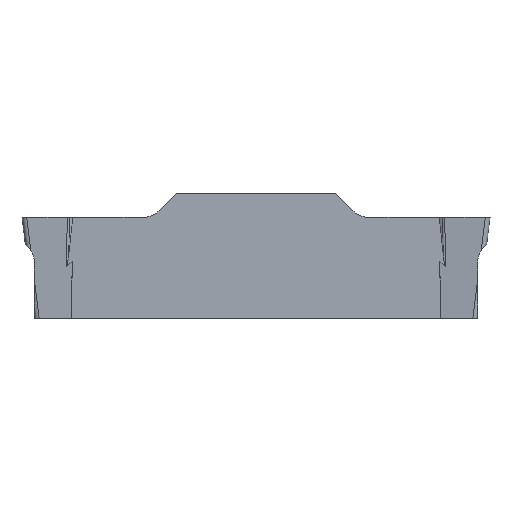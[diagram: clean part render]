
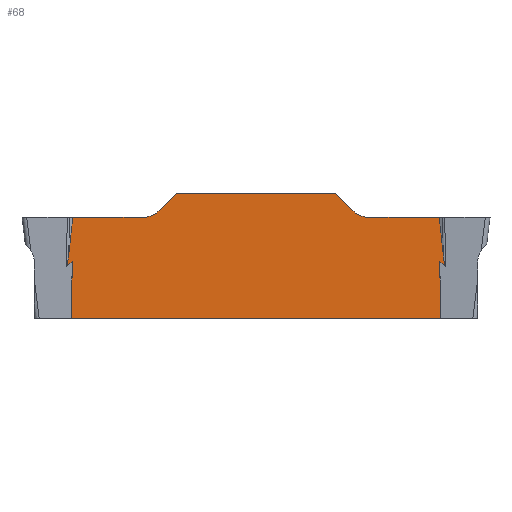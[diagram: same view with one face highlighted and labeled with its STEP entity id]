
A CAD part, left-side view. The second image highlights one B-rep face of the part: STEP entity #68.
In plain terms, the highlighted planar face has unit normal (-1, 0, 0).
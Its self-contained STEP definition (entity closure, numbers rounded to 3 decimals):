
#39=CIRCLE('',#857,1.);
#40=CIRCLE('',#858,1.);
#68=ADVANCED_FACE('',(#132),#104,.T.);
#104=PLANE('',#859);
#132=FACE_OUTER_BOUND('',#172,.T.);
#172=EDGE_LOOP('',(#423,#424,#425,#426,#427,#428,#429,#430,#431,#432,#433,
#434,#435,#436,#437,#438));
#212=LINE('',#1139,#290);
#218=LINE('',#1153,#296);
#239=LINE('',#1215,#317);
#241=LINE('',#1223,#319);
#242=LINE('',#1226,#320);
#243=LINE('',#1247,#321);
#244=LINE('',#1248,#322);
#245=LINE('',#1263,#323);
#246=LINE('',#1265,#324);
#247=LINE('',#1269,#325);
#248=LINE('',#1271,#326);
#249=LINE('',#1273,#327);
#290=VECTOR('',#915,1.);
#296=VECTOR('',#925,1.);
#317=VECTOR('',#966,1.);
#319=VECTOR('',#978,1.);
#320=VECTOR('',#979,1.);
#321=VECTOR('',#980,1.);
#322=VECTOR('',#981,1.);
#323=VECTOR('',#982,1.);
#324=VECTOR('',#983,1.);
#325=VECTOR('',#986,1.);
#326=VECTOR('',#987,1.);
#327=VECTOR('',#988,1.);
#423=ORIENTED_EDGE('',*,*,#715,.F.);
#424=ORIENTED_EDGE('',*,*,#716,.T.);
#425=ORIENTED_EDGE('',*,*,#717,.T.);
#426=ORIENTED_EDGE('',*,*,#683,.T.);
#427=ORIENTED_EDGE('',*,*,#718,.T.);
#428=ORIENTED_EDGE('',*,*,#676,.T.);
#429=ORIENTED_EDGE('',*,*,#719,.T.);
#430=ORIENTED_EDGE('',*,*,#711,.T.);
#431=ORIENTED_EDGE('',*,*,#720,.T.);
#432=ORIENTED_EDGE('',*,*,#721,.T.);
#433=ORIENTED_EDGE('',*,*,#722,.F.);
#434=ORIENTED_EDGE('',*,*,#723,.F.);
#435=ORIENTED_EDGE('',*,*,#724,.F.);
#436=ORIENTED_EDGE('',*,*,#725,.F.);
#437=ORIENTED_EDGE('',*,*,#726,.F.);
#438=ORIENTED_EDGE('',*,*,#727,.F.);
#600=VERTEX_POINT('',#1138);
#601=VERTEX_POINT('',#1140);
#606=VERTEX_POINT('',#1152);
#607=VERTEX_POINT('',#1154);
#629=VERTEX_POINT('',#1214);
#630=VERTEX_POINT('',#1216);
#631=VERTEX_POINT('',#1224);
#632=VERTEX_POINT('',#1225);
#633=VERTEX_POINT('',#1227);
#634=VERTEX_POINT('',#1262);
#635=VERTEX_POINT('',#1264);
#636=VERTEX_POINT('',#1266);
#637=VERTEX_POINT('',#1268);
#638=VERTEX_POINT('',#1270);
#639=VERTEX_POINT('',#1272);
#640=VERTEX_POINT('',#1274);
#676=EDGE_CURVE('',#601,#600,#212,.T.);
#683=EDGE_CURVE('',#607,#606,#218,.T.);
#711=EDGE_CURVE('',#630,#629,#239,.T.);
#715=EDGE_CURVE('',#631,#632,#241,.T.);
#716=EDGE_CURVE('',#631,#633,#242,.T.);
#717=EDGE_CURVE('',#633,#607,#801,.T.);
#718=EDGE_CURVE('',#606,#601,#243,.T.);
#719=EDGE_CURVE('',#600,#630,#244,.T.);
#720=EDGE_CURVE('',#629,#634,#802,.T.);
#721=EDGE_CURVE('',#634,#635,#245,.T.);
#722=EDGE_CURVE('',#636,#635,#246,.T.);
#723=EDGE_CURVE('',#637,#636,#39,.T.);
#724=EDGE_CURVE('',#638,#637,#247,.T.);
#725=EDGE_CURVE('',#639,#638,#248,.T.);
#726=EDGE_CURVE('',#640,#639,#249,.T.);
#727=EDGE_CURVE('',#632,#640,#40,.T.);
#801=B_SPLINE_CURVE_WITH_KNOTS('',3,(#1228,#1229,#1230,#1231,#1232,#1233,
#1234,#1235,#1236,#1237,#1238,#1239,#1240,#1241,#1242,#1243,#1244,#1245,
#1246),.UNSPECIFIED.,.F.,.F.,(4,3,3,3,3,3,4),(0.,0.372,0.682,
0.838,0.929,0.977,1.),.UNSPECIFIED.);
#802=B_SPLINE_CURVE_WITH_KNOTS('',3,(#1249,#1250,#1251,#1252,#1253,#1254,
#1255,#1256,#1257,#1258,#1259,#1260,#1261),.UNSPECIFIED.,.F.,.F.,(4,3,3,
3,4),(0.,0.035,0.163,0.668,1.),
 .UNSPECIFIED.);
#857=AXIS2_PLACEMENT_3D('',#1267,#984,#985);
#858=AXIS2_PLACEMENT_3D('',#1275,#989,#990);
#859=AXIS2_PLACEMENT_3D('',#1276,#991,#992);
#915=DIRECTION('',(0.,-1.,0.));
#925=DIRECTION('',(0.,-0.769,0.64));
#966=DIRECTION('',(0.,-0.769,-0.64));
#978=DIRECTION('',(0.,-1.,0.));
#979=DIRECTION('',(0.,0.104,-0.995));
#980=DIRECTION('',(0.,0.013,-1.));
#981=DIRECTION('',(0.,0.013,1.));
#982=DIRECTION('',(0.,0.104,0.995));
#983=DIRECTION('',(0.,-1.,0.));
#984=DIRECTION('',(-1.,0.,0.));
#985=DIRECTION('',(0.,0.,1.));
#986=DIRECTION('',(0.,-0.707,-0.707));
#987=DIRECTION('',(0.,-1.,0.));
#988=DIRECTION('',(0.,-0.707,0.707));
#989=DIRECTION('',(-1.,0.,0.));
#990=DIRECTION('',(0.,0.,1.));
#991=DIRECTION('',(-1.,0.,0.));
#992=DIRECTION('',(0.,0.,1.));
#1138=CARTESIAN_POINT('',(-0.8,1.878,-4.454));
#1139=CARTESIAN_POINT('',(-0.8,19.75,-4.454));
#1140=CARTESIAN_POINT('',(-0.8,18.122,-4.454));
#1152=CARTESIAN_POINT('',(-0.8,18.09,-1.952));
#1153=CARTESIAN_POINT('',(-0.8,17.592,-1.538));
#1154=CARTESIAN_POINT('',(-0.8,18.342,-2.162));
#1214=CARTESIAN_POINT('',(-0.8,1.658,-2.162));
#1215=CARTESIAN_POINT('',(-0.8,13.928,8.05));
#1216=CARTESIAN_POINT('',(-0.8,1.91,-1.952));
#1223=CARTESIAN_POINT('',(-0.8,19.75,0.));
#1224=CARTESIAN_POINT('',(-0.8,18.07,0.));
#1225=CARTESIAN_POINT('',(-0.8,14.968,0.));
#1226=CARTESIAN_POINT('',(-0.8,17.979,0.869));
#1227=CARTESIAN_POINT('',(-0.8,18.243,-1.648));
#1228=CARTESIAN_POINT('',(-0.8,18.243,-1.648));
#1229=CARTESIAN_POINT('',(-0.8,18.249,-1.713));
#1230=CARTESIAN_POINT('',(-0.8,18.257,-1.778));
#1231=CARTESIAN_POINT('',(-0.8,18.265,-1.843));
#1232=CARTESIAN_POINT('',(-0.8,18.273,-1.897));
#1233=CARTESIAN_POINT('',(-0.8,18.281,-1.951));
#1234=CARTESIAN_POINT('',(-0.8,18.291,-2.004));
#1235=CARTESIAN_POINT('',(-0.8,18.296,-2.031));
#1236=CARTESIAN_POINT('',(-0.8,18.301,-2.058));
#1237=CARTESIAN_POINT('',(-0.8,18.308,-2.085));
#1238=CARTESIAN_POINT('',(-0.8,18.312,-2.1));
#1239=CARTESIAN_POINT('',(-0.8,18.317,-2.115));
#1240=CARTESIAN_POINT('',(-0.8,18.323,-2.13));
#1241=CARTESIAN_POINT('',(-0.8,18.326,-2.138));
#1242=CARTESIAN_POINT('',(-0.8,18.329,-2.146));
#1243=CARTESIAN_POINT('',(-0.8,18.334,-2.153));
#1244=CARTESIAN_POINT('',(-0.8,18.336,-2.156));
#1245=CARTESIAN_POINT('',(-0.8,18.338,-2.159));
#1246=CARTESIAN_POINT('',(-0.8,18.342,-2.162));
#1247=CARTESIAN_POINT('',(-0.8,18.051,1.032));
#1248=CARTESIAN_POINT('',(-0.8,1.952,1.283));
#1249=CARTESIAN_POINT('',(-0.8,1.658,-2.162));
#1250=CARTESIAN_POINT('',(-0.8,1.663,-2.158));
#1251=CARTESIAN_POINT('',(-0.8,1.667,-2.153));
#1252=CARTESIAN_POINT('',(-0.8,1.67,-2.147));
#1253=CARTESIAN_POINT('',(-0.8,1.68,-2.128));
#1254=CARTESIAN_POINT('',(-0.8,1.686,-2.106));
#1255=CARTESIAN_POINT('',(-0.8,1.692,-2.084));
#1256=CARTESIAN_POINT('',(-0.8,1.714,-1.998));
#1257=CARTESIAN_POINT('',(-0.8,1.726,-1.91));
#1258=CARTESIAN_POINT('',(-0.8,1.737,-1.822));
#1259=CARTESIAN_POINT('',(-0.8,1.745,-1.764));
#1260=CARTESIAN_POINT('',(-0.8,1.751,-1.706));
#1261=CARTESIAN_POINT('',(-0.8,1.757,-1.648));
#1262=CARTESIAN_POINT('',(-0.8,1.757,-1.648));
#1263=CARTESIAN_POINT('',(-0.8,2.233,2.89));
#1264=CARTESIAN_POINT('',(-0.8,1.93,0.));
#1265=CARTESIAN_POINT('',(-0.8,19.75,0.));
#1266=CARTESIAN_POINT('',(-0.8,5.032,0.));
#1267=CARTESIAN_POINT('',(-0.8,5.032,1.));
#1268=CARTESIAN_POINT('',(-0.8,5.739,0.293));
#1269=CARTESIAN_POINT('',(-0.8,13.125,7.679));
#1270=CARTESIAN_POINT('',(-0.8,6.5,1.054));
#1271=CARTESIAN_POINT('',(-0.8,19.75,1.054));
#1272=CARTESIAN_POINT('',(-0.8,13.5,1.054));
#1273=CARTESIAN_POINT('',(-0.8,16.625,-2.071));
#1274=CARTESIAN_POINT('',(-0.8,14.261,0.293));
#1275=CARTESIAN_POINT('',(-0.8,14.968,1.));
#1276=CARTESIAN_POINT('',(-0.8,19.75,1.054));
